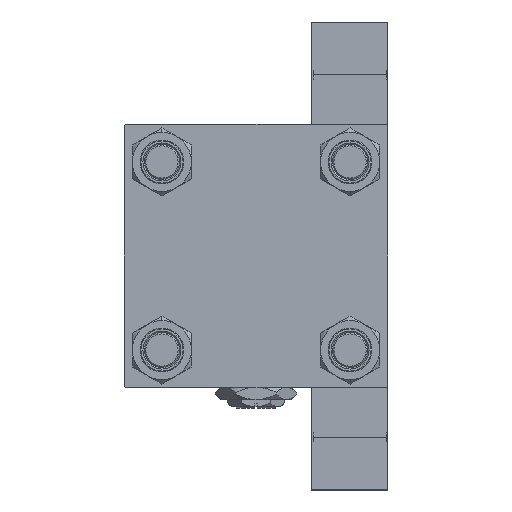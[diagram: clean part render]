
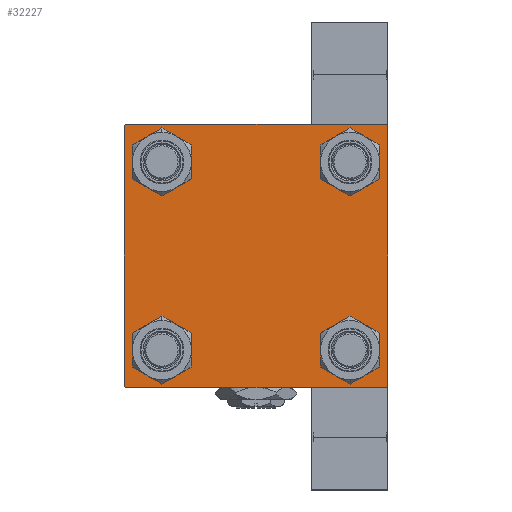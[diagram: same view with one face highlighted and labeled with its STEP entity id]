
A CAD part, left-side view. The second image highlights one B-rep face of the part: STEP entity #32227.
In plain terms, the highlighted planar face has unit normal (-1, 0, 0).
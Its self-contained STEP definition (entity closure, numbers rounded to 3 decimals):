
#905 = AXIS2_PLACEMENT_3D ( 'NONE', #4097, #39733, #16048 ) ;
#923 = VERTEX_POINT ( 'NONE', #14247 ) ;
#957 = CARTESIAN_POINT ( 'NONE',  ( 0., -44.5, 45. ) ) ;
#1053 = EDGE_LOOP ( 'NONE', ( #47937, #45223 ) ) ;
#1770 = ORIENTED_EDGE ( 'NONE', *, *, #47795, .T. ) ;
#2076 = ORIENTED_EDGE ( 'NONE', *, *, #17757, .T. ) ;
#2269 = AXIS2_PLACEMENT_3D ( 'NONE', #32955, #29637, #24796 ) ;
#2630 = CARTESIAN_POINT ( 'NONE',  ( 0., 45., -45. ) ) ;
#2757 = CARTESIAN_POINT ( 'NONE',  ( 0., -32.15, -25.65 ) ) ;
#2789 = VECTOR ( 'NONE', #31349, 1000. ) ;
#2873 = EDGE_CURVE ( 'NONE', #37002, #41743, #35068, .T. ) ;
#4010 = EDGE_CURVE ( 'NONE', #14880, #5520, #9299, .T. ) ;
#4097 = CARTESIAN_POINT ( 'NONE',  ( 0., -32.15, -32.15 ) ) ;
#4321 = ORIENTED_EDGE ( 'NONE', *, *, #2873, .T. ) ;
#4387 = EDGE_CURVE ( 'NONE', #19286, #14880, #25313, .T. ) ;
#4434 = EDGE_CURVE ( 'NONE', #23550, #20921, #12826, .T. ) ;
#4531 = DIRECTION ( 'NONE',  ( 0., 0.707, 0.707 ) ) ;
#4864 = VERTEX_POINT ( 'NONE', #957 ) ;
#5492 = DIRECTION ( 'NONE',  ( 0., -0.707, 0.707 ) ) ;
#5520 = VERTEX_POINT ( 'NONE', #19195 ) ;
#5526 = DIRECTION ( 'NONE',  ( 0., 0., 1. ) ) ;
#5758 = CARTESIAN_POINT ( 'NONE',  ( 0., -45., 44.5 ) ) ;
#5939 = CARTESIAN_POINT ( 'NONE',  ( 0., -32.15, 32.15 ) ) ;
#6027 = EDGE_LOOP ( 'NONE', ( #4321, #1770, #43605, #29721, #34530, #44335, #37535, #41555 ) ) ;
#6159 = CARTESIAN_POINT ( 'NONE',  ( 0., -32.15, 25.65 ) ) ;
#6446 = DIRECTION ( 'NONE',  ( 0., -1., 0. ) ) ;
#6494 = CARTESIAN_POINT ( 'NONE',  ( 0., 0., 0. ) ) ;
#7831 = CARTESIAN_POINT ( 'NONE',  ( 0., -44.75, 44.75 ) ) ;
#7956 = EDGE_LOOP ( 'NONE', ( #47614, #30481 ) ) ;
#9299 = LINE ( 'NONE', #12187, #44507 ) ;
#9438 = VERTEX_POINT ( 'NONE', #5758 ) ;
#9885 = AXIS2_PLACEMENT_3D ( 'NONE', #5939, #17385, #47714 ) ;
#11266 = CARTESIAN_POINT ( 'NONE',  ( 0., 32.15, 32.15 ) ) ;
#11435 = AXIS2_PLACEMENT_3D ( 'NONE', #11266, #26345, #41861 ) ;
#12035 = VECTOR ( 'NONE', #6446, 1000. ) ;
#12187 = CARTESIAN_POINT ( 'NONE',  ( 0., -44.75, -44.75 ) ) ;
#12625 = CARTESIAN_POINT ( 'NONE',  ( 0., -45., 45. ) ) ;
#12826 = CIRCLE ( 'NONE', #2269, 6.5 ) ;
#12908 = CARTESIAN_POINT ( 'NONE',  ( 0., 44.75, -44.75 ) ) ;
#13968 = VERTEX_POINT ( 'NONE', #2757 ) ;
#14123 = FACE_OUTER_BOUND ( 'NONE', #6027, .T. ) ;
#14247 = CARTESIAN_POINT ( 'NONE',  ( 0., 32.15, -25.65 ) ) ;
#14369 = DIRECTION ( 'NONE',  ( -1., 0., 0. ) ) ;
#14880 = VERTEX_POINT ( 'NONE', #42965 ) ;
#15469 = CARTESIAN_POINT ( 'NONE',  ( 0., -32.15, 32.15 ) ) ;
#15796 = LINE ( 'NONE', #23200, #2789 ) ;
#16048 = DIRECTION ( 'NONE',  ( 0., 0., 1. ) ) ;
#17385 = DIRECTION ( 'NONE',  ( 1., 0., 0. ) ) ;
#17757 = EDGE_CURVE ( 'NONE', #26039, #29589, #25401, .T. ) ;
#17866 = EDGE_LOOP ( 'NONE', ( #19149, #2076 ) ) ;
#18595 = CARTESIAN_POINT ( 'NONE',  ( 0., 44.5, 45. ) ) ;
#18630 = CARTESIAN_POINT ( 'NONE',  ( 0., 32.15, -32.15 ) ) ;
#18898 = EDGE_CURVE ( 'NONE', #25643, #13968, #30432, .T. ) ;
#19022 = AXIS2_PLACEMENT_3D ( 'NONE', #44233, #40420, #5526 ) ;
#19149 = ORIENTED_EDGE ( 'NONE', *, *, #25593, .T. ) ;
#19195 = CARTESIAN_POINT ( 'NONE',  ( 0., -45., -44.5 ) ) ;
#19286 = VERTEX_POINT ( 'NONE', #43423 ) ;
#19563 = EDGE_CURVE ( 'NONE', #29481, #37002, #15796, .T. ) ;
#20553 = DIRECTION ( 'NONE',  ( 0., -0.707, -0.707 ) ) ;
#20921 = VERTEX_POINT ( 'NONE', #26425 ) ;
#20931 = CARTESIAN_POINT ( 'NONE',  ( 0., 32.15, -32.15 ) ) ;
#20946 = AXIS2_PLACEMENT_3D ( 'NONE', #6494, #14369, #38326 ) ;
#21464 = DIRECTION ( 'NONE',  ( 1., 0., 0. ) ) ;
#21780 = FACE_BOUND ( 'NONE', #1053, .T. ) ;
#22228 = EDGE_CURVE ( 'NONE', #29481, #4864, #50220, .T. ) ;
#22464 = VECTOR ( 'NONE', #31760, 1000. ) ;
#22979 = DIRECTION ( 'NONE',  ( 0., -1., 0. ) ) ;
#23200 = CARTESIAN_POINT ( 'NONE',  ( 0., 44.75, 44.75 ) ) ;
#23340 = DIRECTION ( 'NONE',  ( 0., 0., -1. ) ) ;
#23550 = VERTEX_POINT ( 'NONE', #44782 ) ;
#23846 = EDGE_CURVE ( 'NONE', #9438, #5520, #39141, .T. ) ;
#24472 = CIRCLE ( 'NONE', #11435, 6.5 ) ;
#24796 = DIRECTION ( 'NONE',  ( 0., 0., 1. ) ) ;
#25212 = ORIENTED_EDGE ( 'NONE', *, *, #18898, .T. ) ;
#25313 = LINE ( 'NONE', #2630, #12035 ) ;
#25401 = CIRCLE ( 'NONE', #9885, 6.5 ) ;
#25593 = EDGE_CURVE ( 'NONE', #29589, #26039, #38769, .T. ) ;
#25643 = VERTEX_POINT ( 'NONE', #34852 ) ;
#26039 = VERTEX_POINT ( 'NONE', #6159 ) ;
#26231 = DIRECTION ( 'NONE',  ( 0., 0., 1. ) ) ;
#26313 = CARTESIAN_POINT ( 'NONE',  ( 0., 45., 45. ) ) ;
#26345 = DIRECTION ( 'NONE',  ( 1., 0., 0. ) ) ;
#26425 = CARTESIAN_POINT ( 'NONE',  ( 0., 32.15, 38.65 ) ) ;
#27969 = LINE ( 'NONE', #12908, #42292 ) ;
#28896 = EDGE_LOOP ( 'NONE', ( #38249, #25212 ) ) ;
#28898 = VECTOR ( 'NONE', #22979, 1000. ) ;
#29326 = AXIS2_PLACEMENT_3D ( 'NONE', #20931, #32923, #44883 ) ;
#29481 = VERTEX_POINT ( 'NONE', #18595 ) ;
#29589 = VERTEX_POINT ( 'NONE', #47603 ) ;
#29637 = DIRECTION ( 'NONE',  ( 1., 0., 0. ) ) ;
#29721 = ORIENTED_EDGE ( 'NONE', *, *, #4010, .T. ) ;
#30432 = CIRCLE ( 'NONE', #19022, 6.5 ) ;
#30481 = ORIENTED_EDGE ( 'NONE', *, *, #45580, .T. ) ;
#30750 = CARTESIAN_POINT ( 'NONE',  ( 0., 45., 45. ) ) ;
#30881 = EDGE_CURVE ( 'NONE', #9438, #4864, #42734, .T. ) ;
#31349 = DIRECTION ( 'NONE',  ( 0., 0.707, -0.707 ) ) ;
#31760 = DIRECTION ( 'NONE',  ( 0., 0., -1. ) ) ;
#32227 = ADVANCED_FACE ( 'NONE', ( #49294, #34255, #45197, #21780, #14123 ), #41394, .T. ) ;
#32923 = DIRECTION ( 'NONE',  ( 1., 0., 0. ) ) ;
#32955 = CARTESIAN_POINT ( 'NONE',  ( 0., 32.15, 32.15 ) ) ;
#33440 = DIRECTION ( 'NONE',  ( 0., 0., 1. ) ) ;
#34255 = FACE_BOUND ( 'NONE', #28896, .T. ) ;
#34530 = ORIENTED_EDGE ( 'NONE', *, *, #23846, .F. ) ;
#34852 = CARTESIAN_POINT ( 'NONE',  ( 0., -32.15, -38.65 ) ) ;
#34880 = AXIS2_PLACEMENT_3D ( 'NONE', #18630, #21464, #33440 ) ;
#35068 = LINE ( 'NONE', #30750, #50304 ) ;
#35602 = CARTESIAN_POINT ( 'NONE',  ( 0., 45., -44.5 ) ) ;
#36804 = EDGE_CURVE ( 'NONE', #13968, #25643, #48073, .T. ) ;
#37002 = VERTEX_POINT ( 'NONE', #38676 ) ;
#37535 = ORIENTED_EDGE ( 'NONE', *, *, #22228, .F. ) ;
#38249 = ORIENTED_EDGE ( 'NONE', *, *, #36804, .T. ) ;
#38326 = DIRECTION ( 'NONE',  ( 0., 0., 1. ) ) ;
#38676 = CARTESIAN_POINT ( 'NONE',  ( 0., 45., 44.5 ) ) ;
#38769 = CIRCLE ( 'NONE', #48529, 6.5 ) ;
#39141 = LINE ( 'NONE', #12625, #22464 ) ;
#39733 = DIRECTION ( 'NONE',  ( 1., 0., 0. ) ) ;
#40420 = DIRECTION ( 'NONE',  ( 1., 0., 0. ) ) ;
#40699 = CIRCLE ( 'NONE', #29326, 6.5 ) ;
#41394 = PLANE ( 'NONE',  #20946 ) ;
#41555 = ORIENTED_EDGE ( 'NONE', *, *, #19563, .T. ) ;
#41743 = VERTEX_POINT ( 'NONE', #35602 ) ;
#41861 = DIRECTION ( 'NONE',  ( 0., 0., 1. ) ) ;
#41981 = VERTEX_POINT ( 'NONE', #48965 ) ;
#42292 = VECTOR ( 'NONE', #20553, 1000. ) ;
#42734 = LINE ( 'NONE', #7831, #46120 ) ;
#42965 = CARTESIAN_POINT ( 'NONE',  ( 0., -44.5, -45. ) ) ;
#43423 = CARTESIAN_POINT ( 'NONE',  ( 0., 44.5, -45. ) ) ;
#43605 = ORIENTED_EDGE ( 'NONE', *, *, #4387, .T. ) ;
#43807 = CIRCLE ( 'NONE', #34880, 6.5 ) ;
#44233 = CARTESIAN_POINT ( 'NONE',  ( 0., -32.15, -32.15 ) ) ;
#44335 = ORIENTED_EDGE ( 'NONE', *, *, #30881, .T. ) ;
#44507 = VECTOR ( 'NONE', #5492, 1000. ) ;
#44782 = CARTESIAN_POINT ( 'NONE',  ( 0., 32.15, 25.65 ) ) ;
#44883 = DIRECTION ( 'NONE',  ( 0., 0., 1. ) ) ;
#45197 = FACE_BOUND ( 'NONE', #7956, .T. ) ;
#45223 = ORIENTED_EDGE ( 'NONE', *, *, #4434, .T. ) ;
#45580 = EDGE_CURVE ( 'NONE', #41981, #923, #43807, .T. ) ;
#46120 = VECTOR ( 'NONE', #4531, 1000. ) ;
#46805 = DIRECTION ( 'NONE',  ( 1., 0., 0. ) ) ;
#47603 = CARTESIAN_POINT ( 'NONE',  ( 0., -32.15, 38.65 ) ) ;
#47614 = ORIENTED_EDGE ( 'NONE', *, *, #48657, .T. ) ;
#47714 = DIRECTION ( 'NONE',  ( 0., 0., 1. ) ) ;
#47795 = EDGE_CURVE ( 'NONE', #41743, #19286, #27969, .T. ) ;
#47937 = ORIENTED_EDGE ( 'NONE', *, *, #50169, .T. ) ;
#48073 = CIRCLE ( 'NONE', #905, 6.5 ) ;
#48529 = AXIS2_PLACEMENT_3D ( 'NONE', #15469, #46805, #26231 ) ;
#48657 = EDGE_CURVE ( 'NONE', #923, #41981, #40699, .T. ) ;
#48965 = CARTESIAN_POINT ( 'NONE',  ( 0., 32.15, -38.65 ) ) ;
#49294 = FACE_BOUND ( 'NONE', #17866, .T. ) ;
#50169 = EDGE_CURVE ( 'NONE', #20921, #23550, #24472, .T. ) ;
#50220 = LINE ( 'NONE', #26313, #28898 ) ;
#50304 = VECTOR ( 'NONE', #23340, 1000. ) ;
